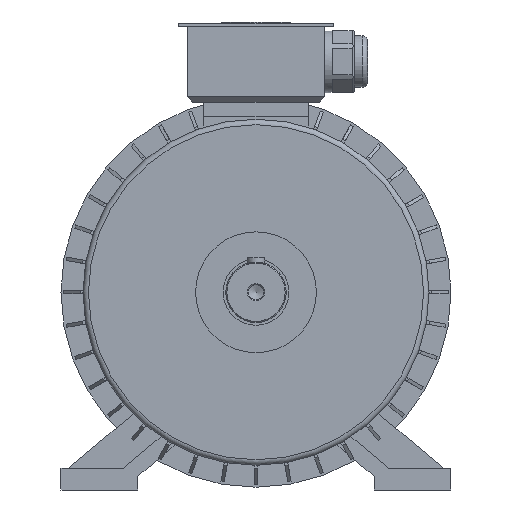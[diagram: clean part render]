
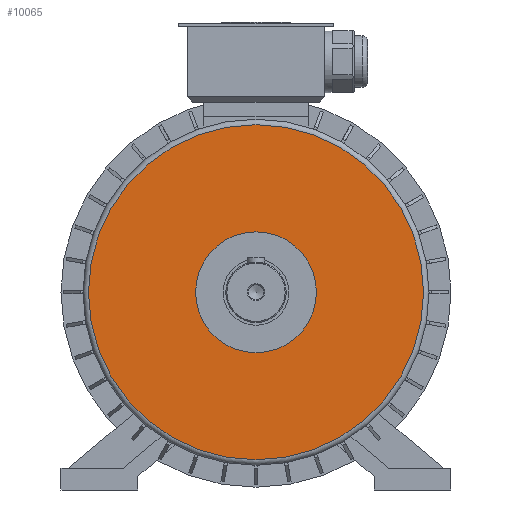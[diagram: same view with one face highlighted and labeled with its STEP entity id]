
A CAD part, front view. The second image highlights one B-rep face of the part: STEP entity #10065.
In plain terms, the highlighted planar face has unit normal (0, -1, 0).
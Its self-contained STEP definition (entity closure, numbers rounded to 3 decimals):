
#437=CIRCLE('',#10703,152.5);
#438=CIRCLE('',#10704,55.);
#1720=ORIENTED_EDGE('',*,*,#3584,.T.);
#1721=ORIENTED_EDGE('',*,*,#3585,.T.);
#3584=EDGE_CURVE('',#4417,#4417,#437,.F.);
#3585=EDGE_CURVE('',#4418,#4418,#438,.T.);
#4417=VERTEX_POINT('',#15024);
#4418=VERTEX_POINT('',#15026);
#6145=EDGE_LOOP('',(#1720));
#6146=EDGE_LOOP('',(#1721));
#6584=FACE_BOUND('',#6145,.T.);
#6585=FACE_BOUND('',#6146,.T.);
#6970=PLANE('',#10702);
#10065=ADVANCED_FACE('',(#6584,#6585),#6970,.F.);
#10702=AXIS2_PLACEMENT_3D('',#15022,#12457,#12458);
#10703=AXIS2_PLACEMENT_3D('',#15023,#12459,#12460);
#10704=AXIS2_PLACEMENT_3D('',#15025,#12461,#12462);
#12457=DIRECTION('',(0.,1.,0.));
#12458=DIRECTION('',(0.,0.,1.));
#12459=DIRECTION('',(0.,1.,0.));
#12460=DIRECTION('',(0.,0.,1.));
#12461=DIRECTION('',(0.,1.,0.));
#12462=DIRECTION('',(1.,0.,0.));
#15022=CARTESIAN_POINT('',(0.,-35.,0.));
#15023=CARTESIAN_POINT('',(0.,-35.,0.));
#15024=CARTESIAN_POINT('',(0.,-35.,152.5));
#15025=CARTESIAN_POINT('',(0.,-35.,0.));
#15026=CARTESIAN_POINT('',(55.,-35.,0.));
